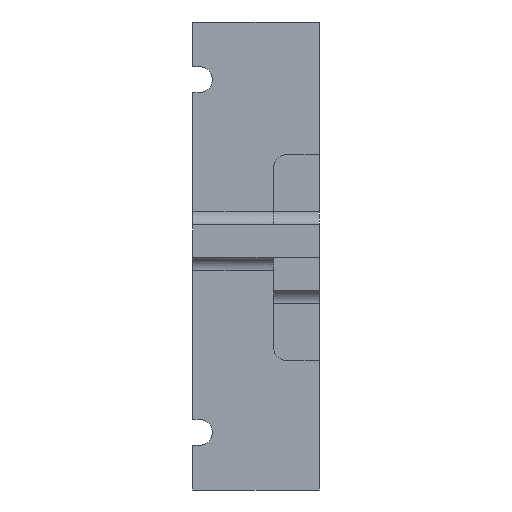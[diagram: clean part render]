
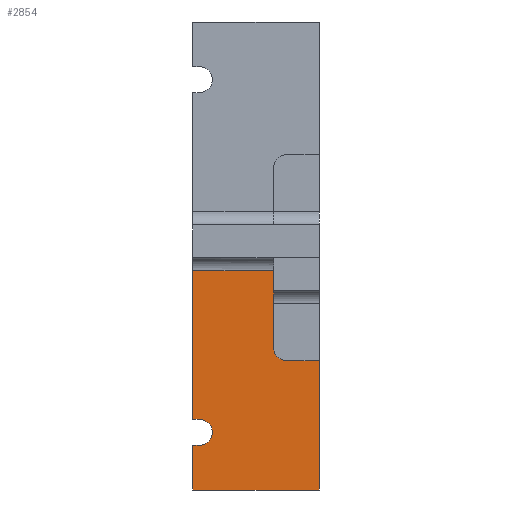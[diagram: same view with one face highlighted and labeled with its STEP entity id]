
A CAD part, left-side view. The second image highlights one B-rep face of the part: STEP entity #2854.
In plain terms, the highlighted planar face has unit normal (-1, 0, 0).
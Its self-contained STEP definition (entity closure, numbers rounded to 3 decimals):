
#33=PLANE('',#3070);
#156=FACE_OUTER_BOUND('',#302,.T.);
#302=EDGE_LOOP('',(#2116,#2117,#2118,#2119,#2120,#2121,#2122,#2123,#2124,
#2125,#2126));
#494=LINE('',#4268,#844);
#532=LINE('',#4376,#882);
#534=LINE('',#4380,#884);
#535=LINE('',#4382,#885);
#536=LINE('',#4386,#886);
#537=LINE('',#4388,#887);
#538=LINE('',#4390,#888);
#539=LINE('',#4392,#889);
#540=LINE('',#4393,#890);
#844=VECTOR('',#3397,10.);
#882=VECTOR('',#3489,10.);
#884=VECTOR('',#3493,10.);
#885=VECTOR('',#3494,10.);
#886=VECTOR('',#3497,10.);
#887=VECTOR('',#3498,10.);
#888=VECTOR('',#3499,10.);
#889=VECTOR('',#3500,10.);
#890=VECTOR('',#3501,10.);
#1164=CIRCLE('',#3067,2.);
#1166=CIRCLE('',#3071,2.);
#1296=VERTEX_POINT('',#4265);
#1297=VERTEX_POINT('',#4267);
#1338=VERTEX_POINT('',#4369);
#1340=VERTEX_POINT('',#4374);
#1341=VERTEX_POINT('',#4379);
#1342=VERTEX_POINT('',#4381);
#1343=VERTEX_POINT('',#4383);
#1344=VERTEX_POINT('',#4385);
#1345=VERTEX_POINT('',#4387);
#1346=VERTEX_POINT('',#4389);
#1347=VERTEX_POINT('',#4391);
#1595=EDGE_CURVE('',#1297,#1296,#494,.T.);
#1646=EDGE_CURVE('',#1297,#1338,#1164,.T.);
#1649=EDGE_CURVE('',#1340,#1296,#532,.T.);
#1651=EDGE_CURVE('',#1340,#1341,#534,.T.);
#1652=EDGE_CURVE('',#1341,#1342,#535,.T.);
#1653=EDGE_CURVE('',#1342,#1343,#1166,.T.);
#1654=EDGE_CURVE('',#1343,#1344,#536,.T.);
#1655=EDGE_CURVE('',#1344,#1345,#537,.T.);
#1656=EDGE_CURVE('',#1346,#1345,#538,.T.);
#1657=EDGE_CURVE('',#1346,#1347,#539,.T.);
#1658=EDGE_CURVE('',#1347,#1338,#540,.T.);
#2116=ORIENTED_EDGE('',*,*,#1649,.F.);
#2117=ORIENTED_EDGE('',*,*,#1651,.T.);
#2118=ORIENTED_EDGE('',*,*,#1652,.T.);
#2119=ORIENTED_EDGE('',*,*,#1653,.T.);
#2120=ORIENTED_EDGE('',*,*,#1654,.T.);
#2121=ORIENTED_EDGE('',*,*,#1655,.T.);
#2122=ORIENTED_EDGE('',*,*,#1656,.F.);
#2123=ORIENTED_EDGE('',*,*,#1657,.T.);
#2124=ORIENTED_EDGE('',*,*,#1658,.T.);
#2125=ORIENTED_EDGE('',*,*,#1646,.F.);
#2126=ORIENTED_EDGE('',*,*,#1595,.T.);
#2854=ADVANCED_FACE('',(#156),#33,.T.);
#3067=AXIS2_PLACEMENT_3D('',#4370,#3482,#3483);
#3070=AXIS2_PLACEMENT_3D('',#4378,#3491,#3492);
#3071=AXIS2_PLACEMENT_3D('',#4384,#3495,#3496);
#3397=DIRECTION('',(0.,0.,1.));
#3482=DIRECTION('center_axis',(-1.,0.,0.));
#3483=DIRECTION('ref_axis',(0.,0.707,-0.707));
#3489=DIRECTION('',(0.,-1.,0.));
#3491=DIRECTION('center_axis',(-1.,0.,0.));
#3492=DIRECTION('ref_axis',(0.,0.,1.));
#3493=DIRECTION('',(0.,0.,-1.));
#3494=DIRECTION('',(0.,-1.,0.));
#3495=DIRECTION('center_axis',(1.,0.,0.));
#3496=DIRECTION('ref_axis',(0.,0.,-1.));
#3497=DIRECTION('',(0.,1.,0.));
#3498=DIRECTION('',(0.,0.,-1.));
#3499=DIRECTION('',(0.,1.,0.));
#3500=DIRECTION('',(0.,0.,1.));
#3501=DIRECTION('',(0.,1.,0.));
#4265=CARTESIAN_POINT('',(-69.1,7.,-4.5));
#4267=CARTESIAN_POINT('',(-69.1,7.,-16.25));
#4268=CARTESIAN_POINT('',(-69.1,7.,-20.25));
#4369=CARTESIAN_POINT('',(-69.1,5.,-18.25));
#4370=CARTESIAN_POINT('Origin',(-69.1,5.,-16.25));
#4374=CARTESIAN_POINT('',(-69.1,19.35,-4.5));
#4376=CARTESIAN_POINT('',(-69.1,0.,-4.5));
#4378=CARTESIAN_POINT('Origin',(-69.1,0.,-38.));
#4379=CARTESIAN_POINT('',(-69.1,19.35,-27.2));
#4380=CARTESIAN_POINT('',(-69.1,19.35,-20.125));
#4381=CARTESIAN_POINT('',(-69.1,18.35,-27.2));
#4382=CARTESIAN_POINT('',(-69.1,9.675,-27.2));
#4383=CARTESIAN_POINT('',(-69.1,18.35,-31.2));
#4384=CARTESIAN_POINT('Origin',(-69.1,18.35,-29.2));
#4385=CARTESIAN_POINT('',(-69.1,19.35,-31.2));
#4386=CARTESIAN_POINT('',(-69.1,9.175,-31.2));
#4387=CARTESIAN_POINT('',(-69.1,19.35,-38.));
#4388=CARTESIAN_POINT('',(-69.1,19.35,-20.125));
#4389=CARTESIAN_POINT('',(-69.1,0.,-38.));
#4390=CARTESIAN_POINT('',(-69.1,0.,-38.));
#4391=CARTESIAN_POINT('',(-69.1,0.,-18.25));
#4392=CARTESIAN_POINT('',(-69.1,0.,-38.));
#4393=CARTESIAN_POINT('',(-69.1,0.,-18.25));
